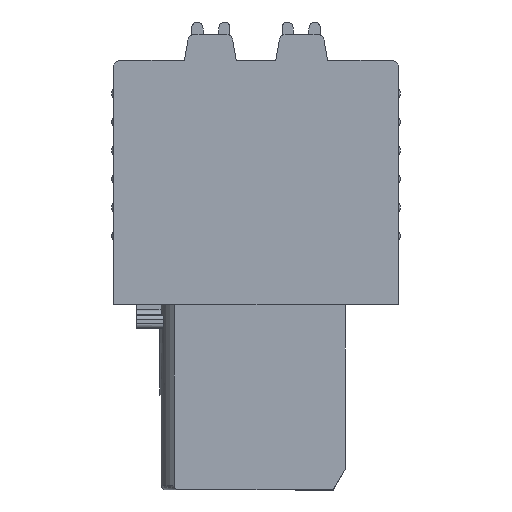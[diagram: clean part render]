
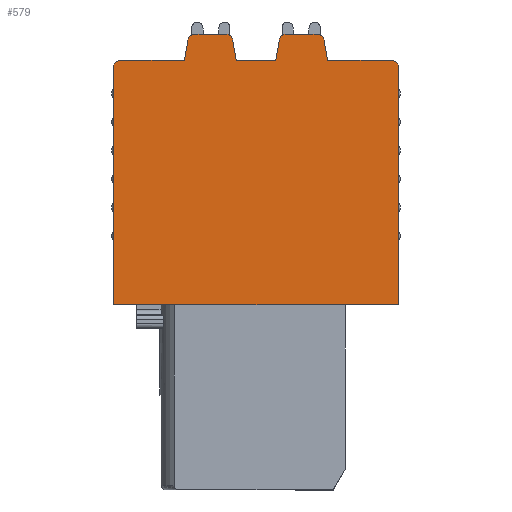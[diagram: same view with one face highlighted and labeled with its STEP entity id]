
A CAD part, left-side view. The second image highlights one B-rep face of the part: STEP entity #579.
In plain terms, the highlighted planar face has unit normal (-1, 0, 0).
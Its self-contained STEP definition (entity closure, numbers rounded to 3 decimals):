
#179 = EDGE_CURVE('',#180,#182,#184,.T.);
#180 = VERTEX_POINT('',#181);
#181 = CARTESIAN_POINT('',(-6.63,6.,7.8));
#182 = VERTEX_POINT('',#183);
#183 = CARTESIAN_POINT('',(-6.63,-6.,7.8));
#184 = LINE('',#185,#186);
#185 = CARTESIAN_POINT('',(-6.63,6.,7.8));
#186 = VECTOR('',#187,1.);
#187 = DIRECTION('',(0.,-1.,0.));
#579 = ADVANCED_FACE('',(#580),#723,.T.);
#580 = FACE_BOUND('',#581,.F.);
#581 = EDGE_LOOP('',(#582,#583,#591,#600,#608,#616,#625,#633,#642,#650,
    #658,#666,#675,#683,#692,#700,#708,#717));
#582 = ORIENTED_EDGE('',*,*,#179,.F.);
#583 = ORIENTED_EDGE('',*,*,#584,.F.);
#584 = EDGE_CURVE('',#585,#180,#587,.T.);
#585 = VERTEX_POINT('',#586);
#586 = CARTESIAN_POINT('',(-6.63,6.,17.8));
#587 = LINE('',#588,#589);
#588 = CARTESIAN_POINT('',(-6.63,6.,17.8));
#589 = VECTOR('',#590,1.);
#590 = DIRECTION('',(0.,0.,-1.));
#591 = ORIENTED_EDGE('',*,*,#592,.F.);
#592 = EDGE_CURVE('',#593,#585,#595,.T.);
#593 = VERTEX_POINT('',#594);
#594 = CARTESIAN_POINT('',(-6.63,5.7,18.1));
#595 = CIRCLE('',#596,0.3);
#596 = AXIS2_PLACEMENT_3D('',#597,#598,#599);
#597 = CARTESIAN_POINT('',(-6.63,5.7,17.8));
#598 = DIRECTION('',(-1.,0.,0.));
#599 = DIRECTION('',(0.,0.,1.));
#600 = ORIENTED_EDGE('',*,*,#601,.F.);
#601 = EDGE_CURVE('',#602,#593,#604,.T.);
#602 = VERTEX_POINT('',#603);
#603 = CARTESIAN_POINT('',(-6.63,3.019,18.1));
#604 = LINE('',#605,#606);
#605 = CARTESIAN_POINT('',(-6.63,3.019,18.1));
#606 = VECTOR('',#607,1.);
#607 = DIRECTION('',(0.,1.,0.));
#608 = ORIENTED_EDGE('',*,*,#609,.F.);
#609 = EDGE_CURVE('',#610,#602,#612,.T.);
#610 = VERTEX_POINT('',#611);
#611 = CARTESIAN_POINT('',(-6.63,2.869,18.952));
#612 = LINE('',#613,#614);
#613 = CARTESIAN_POINT('',(-6.63,2.869,18.952));
#614 = VECTOR('',#615,1.);
#615 = DIRECTION('',(0.,0.174,-0.985)
  );
#616 = ORIENTED_EDGE('',*,*,#617,.F.);
#617 = EDGE_CURVE('',#618,#610,#620,.T.);
#618 = VERTEX_POINT('',#619);
#619 = CARTESIAN_POINT('',(-6.63,2.573,19.2));
#620 = CIRCLE('',#621,0.3);
#621 = AXIS2_PLACEMENT_3D('',#622,#623,#624);
#622 = CARTESIAN_POINT('',(-6.63,2.573,18.9));
#623 = DIRECTION('',(-1.,0.,0.));
#624 = DIRECTION('',(0.,0.,1.));
#625 = ORIENTED_EDGE('',*,*,#626,.F.);
#626 = EDGE_CURVE('',#627,#618,#629,.T.);
#627 = VERTEX_POINT('',#628);
#628 = CARTESIAN_POINT('',(-6.63,1.277,19.2));
#629 = LINE('',#630,#631);
#630 = CARTESIAN_POINT('',(-6.63,1.277,19.2));
#631 = VECTOR('',#632,1.);
#632 = DIRECTION('',(0.,1.,0.));
#633 = ORIENTED_EDGE('',*,*,#634,.F.);
#634 = EDGE_CURVE('',#635,#627,#637,.T.);
#635 = VERTEX_POINT('',#636);
#636 = CARTESIAN_POINT('',(-6.63,0.981,18.952));
#637 = CIRCLE('',#638,0.3);
#638 = AXIS2_PLACEMENT_3D('',#639,#640,#641);
#639 = CARTESIAN_POINT('',(-6.63,1.277,18.9));
#640 = DIRECTION('',(-1.,0.,0.));
#641 = DIRECTION('',(0.,-0.985,0.174));
#642 = ORIENTED_EDGE('',*,*,#643,.F.);
#643 = EDGE_CURVE('',#644,#635,#646,.T.);
#644 = VERTEX_POINT('',#645);
#645 = CARTESIAN_POINT('',(-6.63,0.831,18.1));
#646 = LINE('',#647,#648);
#647 = CARTESIAN_POINT('',(-6.63,0.831,18.1));
#648 = VECTOR('',#649,1.);
#649 = DIRECTION('',(0.,0.174,0.985));
#650 = ORIENTED_EDGE('',*,*,#651,.F.);
#651 = EDGE_CURVE('',#652,#644,#654,.T.);
#652 = VERTEX_POINT('',#653);
#653 = CARTESIAN_POINT('',(-6.63,-0.831,18.1));
#654 = LINE('',#655,#656);
#655 = CARTESIAN_POINT('',(-6.63,-0.831,18.1));
#656 = VECTOR('',#657,1.);
#657 = DIRECTION('',(0.,1.,0.));
#658 = ORIENTED_EDGE('',*,*,#659,.F.);
#659 = EDGE_CURVE('',#660,#652,#662,.T.);
#660 = VERTEX_POINT('',#661);
#661 = CARTESIAN_POINT('',(-6.63,-0.981,18.952));
#662 = LINE('',#663,#664);
#663 = CARTESIAN_POINT('',(-6.63,-0.981,18.952));
#664 = VECTOR('',#665,1.);
#665 = DIRECTION('',(0.,0.174,-0.985)
  );
#666 = ORIENTED_EDGE('',*,*,#667,.F.);
#667 = EDGE_CURVE('',#668,#660,#670,.T.);
#668 = VERTEX_POINT('',#669);
#669 = CARTESIAN_POINT('',(-6.63,-1.277,19.2));
#670 = CIRCLE('',#671,0.3);
#671 = AXIS2_PLACEMENT_3D('',#672,#673,#674);
#672 = CARTESIAN_POINT('',(-6.63,-1.277,18.9));
#673 = DIRECTION('',(-1.,0.,0.));
#674 = DIRECTION('',(0.,0.,1.));
#675 = ORIENTED_EDGE('',*,*,#676,.F.);
#676 = EDGE_CURVE('',#677,#668,#679,.T.);
#677 = VERTEX_POINT('',#678);
#678 = CARTESIAN_POINT('',(-6.63,-2.573,19.2));
#679 = LINE('',#680,#681);
#680 = CARTESIAN_POINT('',(-6.63,-2.573,19.2));
#681 = VECTOR('',#682,1.);
#682 = DIRECTION('',(0.,1.,0.));
#683 = ORIENTED_EDGE('',*,*,#684,.F.);
#684 = EDGE_CURVE('',#685,#677,#687,.T.);
#685 = VERTEX_POINT('',#686);
#686 = CARTESIAN_POINT('',(-6.63,-2.869,18.952));
#687 = CIRCLE('',#688,0.3);
#688 = AXIS2_PLACEMENT_3D('',#689,#690,#691);
#689 = CARTESIAN_POINT('',(-6.63,-2.573,18.9));
#690 = DIRECTION('',(-1.,0.,0.));
#691 = DIRECTION('',(0.,-0.985,0.174));
#692 = ORIENTED_EDGE('',*,*,#693,.F.);
#693 = EDGE_CURVE('',#694,#685,#696,.T.);
#694 = VERTEX_POINT('',#695);
#695 = CARTESIAN_POINT('',(-6.63,-3.019,18.1));
#696 = LINE('',#697,#698);
#697 = CARTESIAN_POINT('',(-6.63,-3.019,18.1));
#698 = VECTOR('',#699,1.);
#699 = DIRECTION('',(0.,0.174,0.985));
#700 = ORIENTED_EDGE('',*,*,#701,.F.);
#701 = EDGE_CURVE('',#702,#694,#704,.T.);
#702 = VERTEX_POINT('',#703);
#703 = CARTESIAN_POINT('',(-6.63,-5.7,18.1));
#704 = LINE('',#705,#706);
#705 = CARTESIAN_POINT('',(-6.63,-5.7,18.1));
#706 = VECTOR('',#707,1.);
#707 = DIRECTION('',(0.,1.,0.));
#708 = ORIENTED_EDGE('',*,*,#709,.F.);
#709 = EDGE_CURVE('',#710,#702,#712,.T.);
#710 = VERTEX_POINT('',#711);
#711 = CARTESIAN_POINT('',(-6.63,-6.,17.8));
#712 = CIRCLE('',#713,0.3);
#713 = AXIS2_PLACEMENT_3D('',#714,#715,#716);
#714 = CARTESIAN_POINT('',(-6.63,-5.7,17.8));
#715 = DIRECTION('',(-1.,0.,0.));
#716 = DIRECTION('',(0.,-1.,0.));
#717 = ORIENTED_EDGE('',*,*,#718,.F.);
#718 = EDGE_CURVE('',#182,#710,#719,.T.);
#719 = LINE('',#720,#721);
#720 = CARTESIAN_POINT('',(-6.63,-6.,7.8));
#721 = VECTOR('',#722,1.);
#722 = DIRECTION('',(0.,0.,1.));
#723 = PLANE('',#724);
#724 = AXIS2_PLACEMENT_3D('',#725,#726,#727);
#725 = CARTESIAN_POINT('',(-6.63,6.,18.1));
#726 = DIRECTION('',(-1.,0.,0.));
#727 = DIRECTION('',(0.,-1.,0.));
